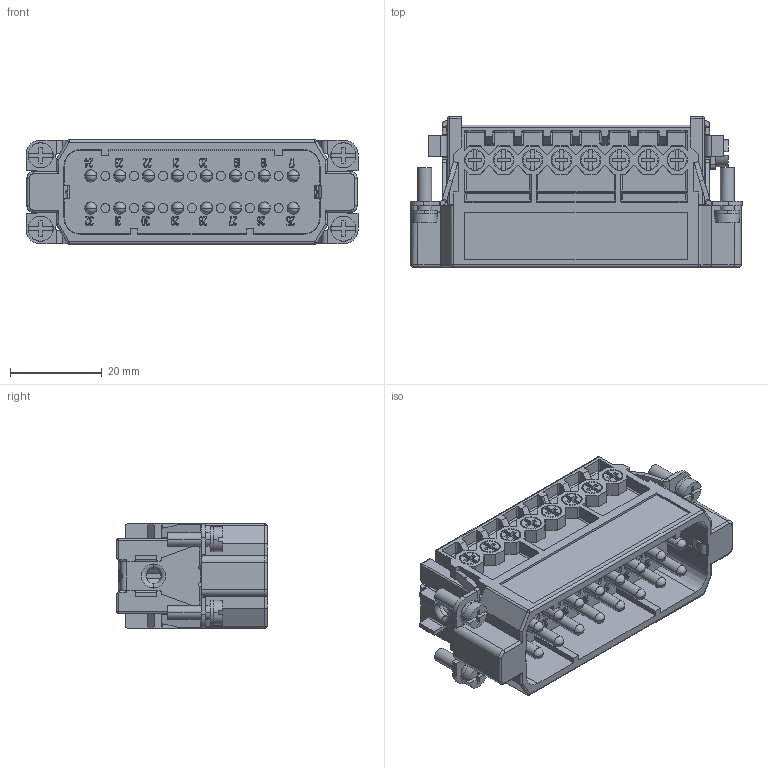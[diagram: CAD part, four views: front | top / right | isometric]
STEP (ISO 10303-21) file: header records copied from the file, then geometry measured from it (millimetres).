
FILE_DESCRIPTION((''),'2;1');
FILE_NAME('1231_ASM','2020-09-22T',('lian.chen'),(''),'PRO/ENGINEER BY PARAMETRIC TECHNOLOGY CORPORATION, 2012480','PRO/ENGINEER BY PARAMETRIC TECHNOLOGY CORPORATION, 2012480','');
FILE_SCHEMA(('AUTOMOTIVE_DESIGN { 1 0 10303 214 1 1 1 1 }'));
Products named in the file (2): PRT0078; 1231_ASM
Assembly tree (1 placements, depth 2):
  1231_ASM
    PRT0078
Bounding box: 72.4 x 32.8 x 22.7 mm (x, y, z)
Volume: 22554.8 mm3; surface area: 27353.9 mm2
Topology: 1 solids, 1 shells, 5534 faces, 15648 edges, 10188 vertices
Faces by surface type: plane 3930, cylinder 971, cone 227, bspline 133, sphere 100, extrusion 96, torus 77
Entity records: 190399 total; most frequent: CARTESIAN_POINT 49470, ORIENTED_EDGE 31096, DIRECTION 26549, EDGE_CURVE 15548, VECTOR 11705, LINE 11609, VERTEX_POINT 10188, AXIS2_PLACEMENT_3D 7422
